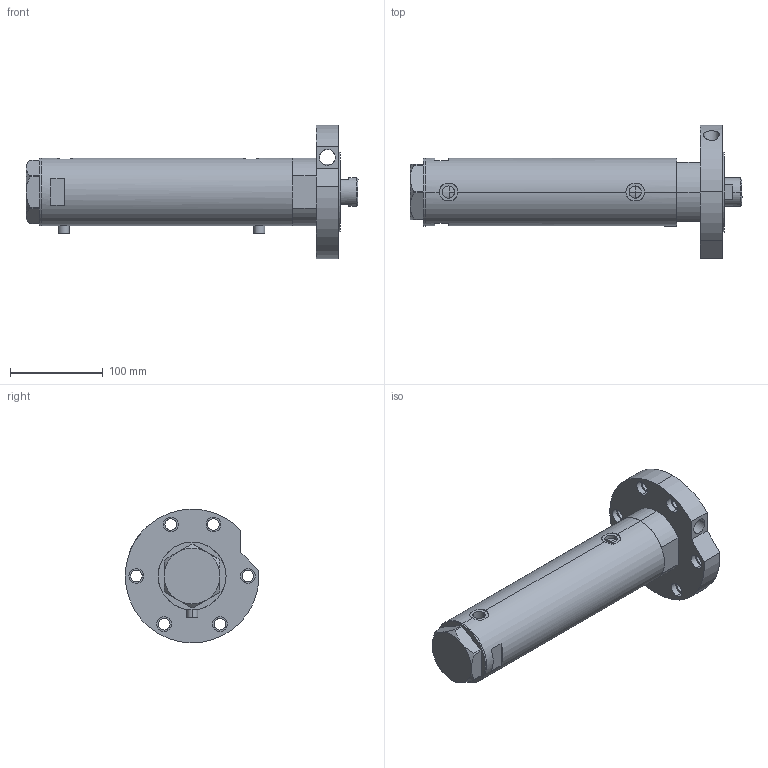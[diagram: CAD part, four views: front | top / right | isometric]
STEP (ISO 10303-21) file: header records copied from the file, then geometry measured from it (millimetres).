
FILE_DESCRIPTION (( 'STEP AP203' ), '1' );
FILE_NAME ('cfff.STEP', '2024-02-11T16:50:36', ( '' ), ( '' ), 'SwSTEP 2.0', 'SolidWorks 2019', '' );
FILE_SCHEMA (( 'CONFIG_CONTROL_DESIGN' ));
Length unit declared in the file: millimetre
Products named in the file (6): V270CG_BACK f928ecc85291ff83196ca77e57846c54; V270CG_MIDDLE f928ecc85291ff83196ca77e57846c54; V270CG_FRONT f928ecc85291ff83196ca77e57846c54; cfff; V270CG_VC f928ecc85291ff83196ca77e57846c54; V270CG_RF211E f928ecc85291ff83196ca77e57846c54
Assembly tree (5 placements, depth 2):
  cfff
    V270CG_MIDDLE f928ecc85291ff83196ca77e57846c54
    V270CG_BACK f928ecc85291ff83196ca77e57846c54
    V270CG_FRONT f928ecc85291ff83196ca77e57846c54
    V270CG_VC f928ecc85291ff83196ca77e57846c54
    V270CG_RF211E f928ecc85291ff83196ca77e57846c54
Bounding box: 357.5 x 143.75 x 144 mm (x, y, z)
Volume: 1531048.6 mm3; surface area: 251676.7 mm2
Topology: 5 solids, 5 shells, 164 faces, 385 edges, 243 vertices
Faces by surface type: cylinder 84, plane 60, cone 16, torus 4
Entity records: 6103 total; most frequent: CARTESIAN_POINT 1586, DIRECTION 869, ORIENTED_EDGE 766, EDGE_CURVE 383, AXIS2_PLACEMENT_3D 356, VERTEX_POINT 243, EDGE_LOOP 204, CIRCLE 184
